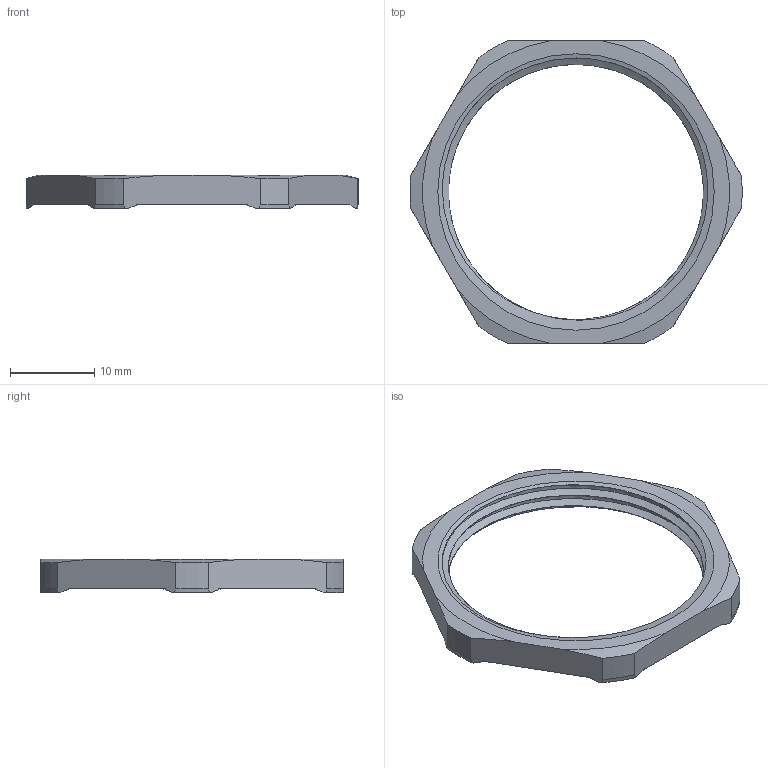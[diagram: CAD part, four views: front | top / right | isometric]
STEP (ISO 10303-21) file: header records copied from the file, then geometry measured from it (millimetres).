
FILE_DESCRIPTION(/* description */ ('EMV Gegenmutter M 32x1,5 Bleifrei'),/* implementation_level */ '2;1');
FILE_NAME(/* name */ '61016532LF-RST.stp',/* time_stamp */ '2021-05-12T11:19:03+02:00',/* author */ ('sl'),/* organization */ (''),/* preprocessor_version */ 'ST-DEVELOPER v16.5',/* originating_system */ 'Autodesk Inventor 2017',/* authorisation */ '');
FILE_SCHEMA (('AUTOMOTIVE_DESIGN { 1 0 10303 214 3 1 1 }'));
Length unit declared in the file: millimetre
Products named in the file (1): 61016532LF
Bounding box: 39.48 x 36 x 4 mm (x, y, z)
Volume: 1160.9 mm3; surface area: 1580.9 mm2
Topology: 1 solids, 1 shells, 44 faces, 126 edges, 84 vertices
Faces by surface type: cone 20, plane 14, cylinder 8, bspline 2
Entity records: 1945 total; most frequent: CARTESIAN_POINT 781, ORIENTED_EDGE 244, DIRECTION 230, EDGE_CURVE 122, AXIS2_PLACEMENT_3D 97, VERTEX_POINT 82, CIRCLE 54, EDGE_LOOP 48
